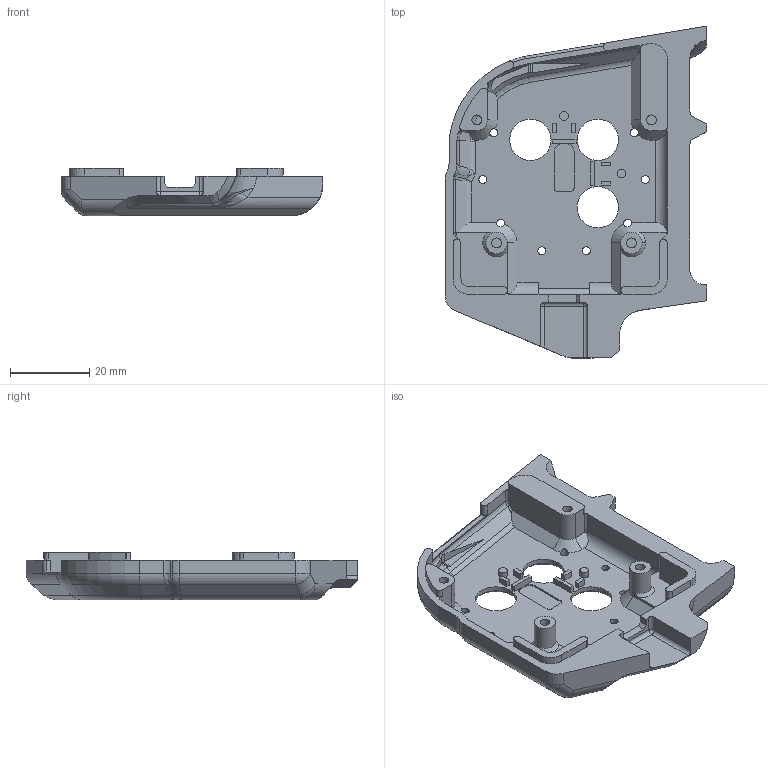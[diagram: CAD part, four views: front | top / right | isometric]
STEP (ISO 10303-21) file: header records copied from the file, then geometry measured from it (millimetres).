
FILE_DESCRIPTION(('HOOPS Exchange Step'),'2;1');
FILE_NAME('temp_export','2021-03-24T19:46:04-04:00',('poastoast'),('Shapr3D Limited'),'HOOPS Exchange 2020.2','Shapr3D','Authorized');
FILE_SCHEMA( ('AP203_CONFIGURATION_CONTROLLED_3D_DESIGN_OF_MECHANICAL_PARTS_AND_ASSEMBLIES_MIM_LF') );
Length unit declared in the file: millimetre
Products named in the file (2): 0; 78861FCD-FB09-4583-91D1-60AC9B3747E3.tmp
Assembly tree (1 placements, depth 2):
  78861FCD-FB09-4583-91D1-60AC9B3747E3.tmp
    0
Bounding box: 66 x 83.67 x 12 mm (x, y, z)
Volume: 17869 mm3; surface area: 12550.6 mm2
Topology: 1 solids, 1 shells, 310 faces, 836 edges, 527 vertices
Faces by surface type: plane 130, cylinder 113, cone 27, bspline 20, torus 12, sphere 8
Full cylindrical faces by diameter (mm): 2 x8, 2.2 x2, 2.5 x4, 5.4 x2, 10.4 x3
Entity records: 15684 total; most frequent: CARTESIAN_POINT 7863, ORIENTED_EDGE 1654, DIRECTION 1617, EDGE_CURVE 827, AXIS2_PLACEMENT_3D 591, VERTEX_POINT 527, VECTOR 435, LINE 435
